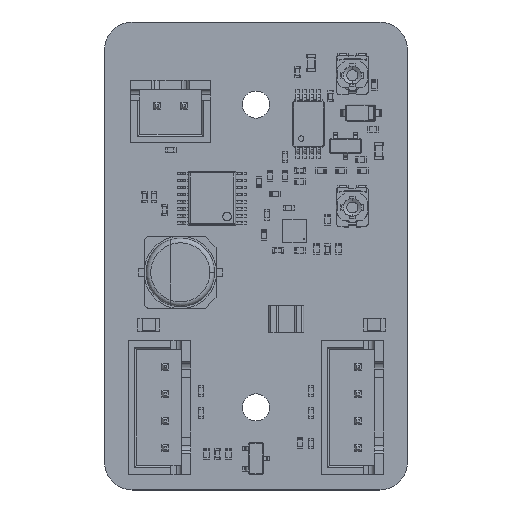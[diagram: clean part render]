
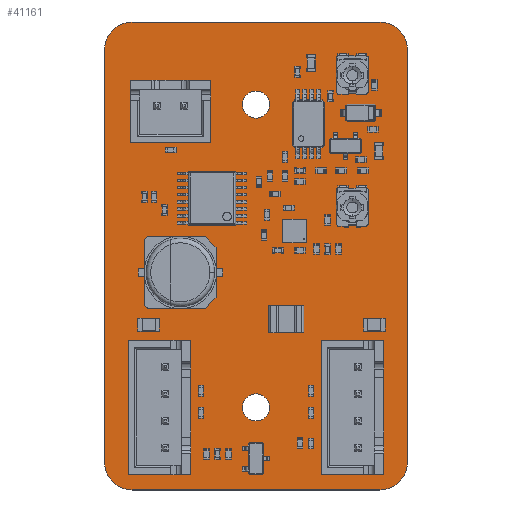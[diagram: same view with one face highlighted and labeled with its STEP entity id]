
A CAD part, top view. The second image highlights one B-rep face of the part: STEP entity #41161.
In plain terms, the highlighted planar face has unit normal (0, 0, 1).
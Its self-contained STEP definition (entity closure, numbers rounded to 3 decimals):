
#40880 = VERTEX_POINT('',#40881);
#40881 = CARTESIAN_POINT('',(152.4,-83.82,1.6));
#40887 = EDGE_CURVE('',#40880,#40888,#40890,.T.);
#40888 = VERTEX_POINT('',#40889);
#40889 = CARTESIAN_POINT('',(154.94,-86.36,1.6));
#40890 = CIRCLE('',#40891,2.54);
#40891 = AXIS2_PLACEMENT_3D('',#40892,#40893,#40894);
#40892 = CARTESIAN_POINT('',(152.4,-86.36,1.6));
#40893 = DIRECTION('',(0.,0.,-1.));
#40894 = DIRECTION('',(0.,1.,0.));
#40922 = VERTEX_POINT('',#40923);
#40923 = CARTESIAN_POINT('',(129.54,-83.82,1.6));
#40929 = EDGE_CURVE('',#40922,#40880,#40930,.T.);
#40930 = LINE('',#40931,#40932);
#40931 = CARTESIAN_POINT('',(129.54,-83.82,1.6));
#40932 = VECTOR('',#40933,1.);
#40933 = DIRECTION('',(1.,0.,0.));
#40951 = EDGE_CURVE('',#40888,#40952,#40954,.T.);
#40952 = VERTEX_POINT('',#40953);
#40953 = CARTESIAN_POINT('',(154.94,-124.46,1.6));
#40954 = LINE('',#40955,#40956);
#40955 = CARTESIAN_POINT('',(154.94,-86.36,1.6));
#40956 = VECTOR('',#40957,1.);
#40957 = DIRECTION('',(0.,-1.,0.));
#41161 = ADVANCED_FACE('',(#41162,#41208,#41219,#41230,#41241,#41252,
    #41263,#41274,#41285,#41296,#41307,#41318,#41329),#41340,.T.);
#41162 = FACE_BOUND('',#41163,.T.);
#41163 = EDGE_LOOP('',(#41164,#41165,#41166,#41175,#41183,#41192,#41200,
    #41207));
#41164 = ORIENTED_EDGE('',*,*,#40887,.F.);
#41165 = ORIENTED_EDGE('',*,*,#40929,.F.);
#41166 = ORIENTED_EDGE('',*,*,#41167,.F.);
#41167 = EDGE_CURVE('',#41168,#40922,#41170,.T.);
#41168 = VERTEX_POINT('',#41169);
#41169 = CARTESIAN_POINT('',(127.,-86.36,1.6));
#41170 = CIRCLE('',#41171,2.54);
#41171 = AXIS2_PLACEMENT_3D('',#41172,#41173,#41174);
#41172 = CARTESIAN_POINT('',(129.54,-86.36,1.6));
#41173 = DIRECTION('',(0.,0.,-1.));
#41174 = DIRECTION('',(-1.,0.,0.));
#41175 = ORIENTED_EDGE('',*,*,#41176,.F.);
#41176 = EDGE_CURVE('',#41177,#41168,#41179,.T.);
#41177 = VERTEX_POINT('',#41178);
#41178 = CARTESIAN_POINT('',(127.,-124.46,1.6));
#41179 = LINE('',#41180,#41181);
#41180 = CARTESIAN_POINT('',(127.,-124.46,1.6));
#41181 = VECTOR('',#41182,1.);
#41182 = DIRECTION('',(0.,1.,0.));
#41183 = ORIENTED_EDGE('',*,*,#41184,.F.);
#41184 = EDGE_CURVE('',#41185,#41177,#41187,.T.);
#41185 = VERTEX_POINT('',#41186);
#41186 = CARTESIAN_POINT('',(129.54,-127.,1.6));
#41187 = CIRCLE('',#41188,2.54);
#41188 = AXIS2_PLACEMENT_3D('',#41189,#41190,#41191);
#41189 = CARTESIAN_POINT('',(129.54,-124.46,1.6));
#41190 = DIRECTION('',(0.,0.,-1.));
#41191 = DIRECTION('',(0.,-1.,-0.));
#41192 = ORIENTED_EDGE('',*,*,#41193,.F.);
#41193 = EDGE_CURVE('',#41194,#41185,#41196,.T.);
#41194 = VERTEX_POINT('',#41195);
#41195 = CARTESIAN_POINT('',(152.4,-127.,1.6));
#41196 = LINE('',#41197,#41198);
#41197 = CARTESIAN_POINT('',(152.4,-127.,1.6));
#41198 = VECTOR('',#41199,1.);
#41199 = DIRECTION('',(-1.,0.,0.));
#41200 = ORIENTED_EDGE('',*,*,#41201,.F.);
#41201 = EDGE_CURVE('',#40952,#41194,#41202,.T.);
#41202 = CIRCLE('',#41203,2.54);
#41203 = AXIS2_PLACEMENT_3D('',#41204,#41205,#41206);
#41204 = CARTESIAN_POINT('',(152.4,-124.46,1.6));
#41205 = DIRECTION('',(0.,0.,-1.));
#41206 = DIRECTION('',(1.,0.,0.));
#41207 = ORIENTED_EDGE('',*,*,#40951,.F.);
#41208 = FACE_BOUND('',#41209,.T.);
#41209 = EDGE_LOOP('',(#41210));
#41210 = ORIENTED_EDGE('',*,*,#41211,.T.);
#41211 = EDGE_CURVE('',#41212,#41212,#41214,.T.);
#41212 = VERTEX_POINT('',#41213);
#41213 = CARTESIAN_POINT('',(132.605,-123.605,1.6));
#41214 = CIRCLE('',#41215,0.475);
#41215 = AXIS2_PLACEMENT_3D('',#41216,#41217,#41218);
#41216 = CARTESIAN_POINT('',(132.605,-123.13,1.6));
#41217 = DIRECTION('',(-0.,0.,-1.));
#41218 = DIRECTION('',(0.,-1.,0.));
#41219 = FACE_BOUND('',#41220,.T.);
#41220 = EDGE_LOOP('',(#41221));
#41221 = ORIENTED_EDGE('',*,*,#41222,.T.);
#41222 = EDGE_CURVE('',#41223,#41223,#41225,.T.);
#41223 = VERTEX_POINT('',#41224);
#41224 = CARTESIAN_POINT('',(132.605,-121.105,1.6));
#41225 = CIRCLE('',#41226,0.475);
#41226 = AXIS2_PLACEMENT_3D('',#41227,#41228,#41229);
#41227 = CARTESIAN_POINT('',(132.605,-120.63,1.6));
#41228 = DIRECTION('',(-0.,0.,-1.));
#41229 = DIRECTION('',(0.,-1.,0.));
#41230 = FACE_BOUND('',#41231,.T.);
#41231 = EDGE_LOOP('',(#41232));
#41232 = ORIENTED_EDGE('',*,*,#41233,.T.);
#41233 = EDGE_CURVE('',#41234,#41234,#41236,.T.);
#41234 = VERTEX_POINT('',#41235);
#41235 = CARTESIAN_POINT('',(132.605,-118.605,1.6));
#41236 = CIRCLE('',#41237,0.475);
#41237 = AXIS2_PLACEMENT_3D('',#41238,#41239,#41240);
#41238 = CARTESIAN_POINT('',(132.605,-118.13,1.6));
#41239 = DIRECTION('',(-0.,0.,-1.));
#41240 = DIRECTION('',(0.,-1.,0.));
#41241 = FACE_BOUND('',#41242,.T.);
#41242 = EDGE_LOOP('',(#41243));
#41243 = ORIENTED_EDGE('',*,*,#41244,.T.);
#41244 = EDGE_CURVE('',#41245,#41245,#41247,.T.);
#41245 = VERTEX_POINT('',#41246);
#41246 = CARTESIAN_POINT('',(132.605,-116.105,1.6));
#41247 = CIRCLE('',#41248,0.475);
#41248 = AXIS2_PLACEMENT_3D('',#41249,#41250,#41251);
#41249 = CARTESIAN_POINT('',(132.605,-115.63,1.6));
#41250 = DIRECTION('',(-0.,0.,-1.));
#41251 = DIRECTION('',(0.,-1.,0.));
#41252 = FACE_BOUND('',#41253,.T.);
#41253 = EDGE_LOOP('',(#41254));
#41254 = ORIENTED_EDGE('',*,*,#41255,.T.);
#41255 = EDGE_CURVE('',#41256,#41256,#41258,.T.);
#41256 = VERTEX_POINT('',#41257);
#41257 = CARTESIAN_POINT('',(140.97,-120.63,1.6));
#41258 = CIRCLE('',#41259,1.25);
#41259 = AXIS2_PLACEMENT_3D('',#41260,#41261,#41262);
#41260 = CARTESIAN_POINT('',(140.97,-119.38,1.6));
#41261 = DIRECTION('',(-0.,0.,-1.));
#41262 = DIRECTION('',(-0.,-1.,0.));
#41263 = FACE_BOUND('',#41264,.T.);
#41264 = EDGE_LOOP('',(#41265));
#41265 = ORIENTED_EDGE('',*,*,#41266,.T.);
#41266 = EDGE_CURVE('',#41267,#41267,#41269,.T.);
#41267 = VERTEX_POINT('',#41268);
#41268 = CARTESIAN_POINT('',(150.385,-123.605,1.6));
#41269 = CIRCLE('',#41270,0.475);
#41270 = AXIS2_PLACEMENT_3D('',#41271,#41272,#41273);
#41271 = CARTESIAN_POINT('',(150.385,-123.13,1.6));
#41272 = DIRECTION('',(-0.,0.,-1.));
#41273 = DIRECTION('',(-0.,-1.,0.));
#41274 = FACE_BOUND('',#41275,.T.);
#41275 = EDGE_LOOP('',(#41276));
#41276 = ORIENTED_EDGE('',*,*,#41277,.T.);
#41277 = EDGE_CURVE('',#41278,#41278,#41280,.T.);
#41278 = VERTEX_POINT('',#41279);
#41279 = CARTESIAN_POINT('',(150.385,-121.105,1.6));
#41280 = CIRCLE('',#41281,0.475);
#41281 = AXIS2_PLACEMENT_3D('',#41282,#41283,#41284);
#41282 = CARTESIAN_POINT('',(150.385,-120.63,1.6));
#41283 = DIRECTION('',(-0.,0.,-1.));
#41284 = DIRECTION('',(-0.,-1.,0.));
#41285 = FACE_BOUND('',#41286,.T.);
#41286 = EDGE_LOOP('',(#41287));
#41287 = ORIENTED_EDGE('',*,*,#41288,.T.);
#41288 = EDGE_CURVE('',#41289,#41289,#41291,.T.);
#41289 = VERTEX_POINT('',#41290);
#41290 = CARTESIAN_POINT('',(150.385,-118.605,1.6));
#41291 = CIRCLE('',#41292,0.475);
#41292 = AXIS2_PLACEMENT_3D('',#41293,#41294,#41295);
#41293 = CARTESIAN_POINT('',(150.385,-118.13,1.6));
#41294 = DIRECTION('',(-0.,0.,-1.));
#41295 = DIRECTION('',(-0.,-1.,0.));
#41296 = FACE_BOUND('',#41297,.T.);
#41297 = EDGE_LOOP('',(#41298));
#41298 = ORIENTED_EDGE('',*,*,#41299,.T.);
#41299 = EDGE_CURVE('',#41300,#41300,#41302,.T.);
#41300 = VERTEX_POINT('',#41301);
#41301 = CARTESIAN_POINT('',(150.385,-116.105,1.6));
#41302 = CIRCLE('',#41303,0.475);
#41303 = AXIS2_PLACEMENT_3D('',#41304,#41305,#41306);
#41304 = CARTESIAN_POINT('',(150.385,-115.63,1.6));
#41305 = DIRECTION('',(-0.,0.,-1.));
#41306 = DIRECTION('',(-0.,-1.,0.));
#41307 = FACE_BOUND('',#41308,.T.);
#41308 = EDGE_LOOP('',(#41309));
#41309 = ORIENTED_EDGE('',*,*,#41310,.T.);
#41310 = EDGE_CURVE('',#41311,#41311,#41313,.T.);
#41311 = VERTEX_POINT('',#41312);
#41312 = CARTESIAN_POINT('',(131.846,-92.05,1.6));
#41313 = CIRCLE('',#41314,0.5);
#41314 = AXIS2_PLACEMENT_3D('',#41315,#41316,#41317);
#41315 = CARTESIAN_POINT('',(131.846,-91.55,1.6));
#41316 = DIRECTION('',(-0.,0.,-1.));
#41317 = DIRECTION('',(-0.,-1.,0.));
#41318 = FACE_BOUND('',#41319,.T.);
#41319 = EDGE_LOOP('',(#41320));
#41320 = ORIENTED_EDGE('',*,*,#41321,.T.);
#41321 = EDGE_CURVE('',#41322,#41322,#41324,.T.);
#41322 = VERTEX_POINT('',#41323);
#41323 = CARTESIAN_POINT('',(134.346,-92.05,1.6));
#41324 = CIRCLE('',#41325,0.5);
#41325 = AXIS2_PLACEMENT_3D('',#41326,#41327,#41328);
#41326 = CARTESIAN_POINT('',(134.346,-91.55,1.6));
#41327 = DIRECTION('',(-0.,0.,-1.));
#41328 = DIRECTION('',(-0.,-1.,0.));
#41329 = FACE_BOUND('',#41330,.T.);
#41330 = EDGE_LOOP('',(#41331));
#41331 = ORIENTED_EDGE('',*,*,#41332,.T.);
#41332 = EDGE_CURVE('',#41333,#41333,#41335,.T.);
#41333 = VERTEX_POINT('',#41334);
#41334 = CARTESIAN_POINT('',(140.97,-92.69,1.6));
#41335 = CIRCLE('',#41336,1.25);
#41336 = AXIS2_PLACEMENT_3D('',#41337,#41338,#41339);
#41337 = CARTESIAN_POINT('',(140.97,-91.44,1.6));
#41338 = DIRECTION('',(-0.,0.,-1.));
#41339 = DIRECTION('',(-0.,-1.,0.));
#41340 = PLANE('',#41341);
#41341 = AXIS2_PLACEMENT_3D('',#41342,#41343,#41344);
#41342 = CARTESIAN_POINT('',(0.,0.,1.6));
#41343 = DIRECTION('',(0.,0.,1.));
#41344 = DIRECTION('',(1.,0.,-0.));
